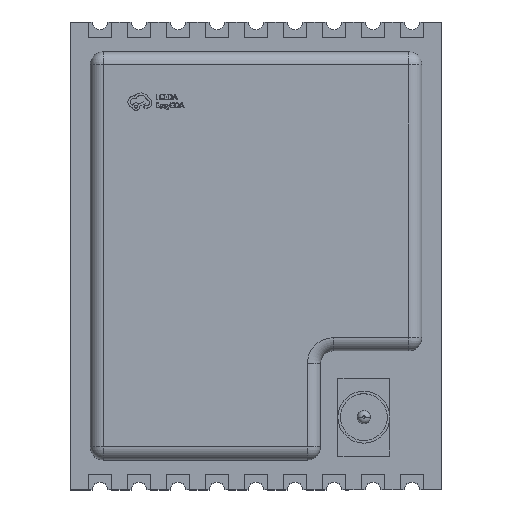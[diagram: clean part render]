
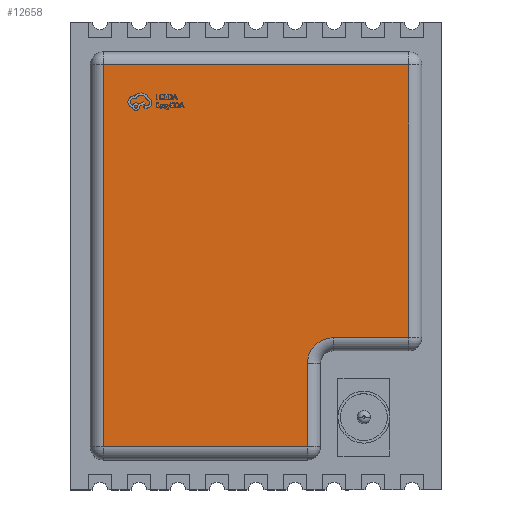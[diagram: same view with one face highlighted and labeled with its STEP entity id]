
A CAD part, top view. The second image highlights one B-rep face of the part: STEP entity #12658.
In plain terms, the highlighted planar face has unit normal (0, 0, 1).
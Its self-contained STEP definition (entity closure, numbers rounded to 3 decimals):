
#91 = VECTOR ( 'NONE', #18176, 1000. ) ;
#705 = EDGE_CURVE ( 'NONE', #7581, #6225, #7005, .T. ) ;
#1107 = CIRCLE ( 'NONE', #9262, 1. ) ;
#1154 = ORIENTED_EDGE ( 'NONE', *, *, #3910, .T. ) ;
#1362 = EDGE_CURVE ( 'NONE', #1977, #11409, #8896, .T. ) ;
#1451 = CARTESIAN_POINT ( 'NONE',  ( 5.875, 7.85, 3.2 ) ) ;
#1646 = CARTESIAN_POINT ( 'NONE',  ( -5.875, -7.35, 3.2 ) ) ;
#1883 = DIRECTION ( 'NONE',  ( 1., 0., 0. ) ) ;
#1977 = VERTEX_POINT ( 'NONE', #1646 ) ;
#2134 = EDGE_CURVE ( 'NONE', #4419, #3595, #1107, .T. ) ;
#2204 = DIRECTION ( 'NONE',  ( 0., -1., 0. ) ) ;
#2267 = CARTESIAN_POINT ( 'NONE',  ( 0., 0., 3.2 ) ) ;
#2763 = VECTOR ( 'NONE', #14556, 1000. ) ;
#3409 = EDGE_LOOP ( 'NONE', ( #13078, #4734, #7592, #7611, #1154, #15894, #17821 ) ) ;
#3595 = VERTEX_POINT ( 'NONE', #9259 ) ;
#3749 = DIRECTION ( 'NONE',  ( 1., 0., 0. ) ) ;
#3910 = EDGE_CURVE ( 'NONE', #16563, #1977, #4959, .T. ) ;
#4008 = VECTOR ( 'NONE', #2204, 1000. ) ;
#4419 = VERTEX_POINT ( 'NONE', #11424 ) ;
#4734 = ORIENTED_EDGE ( 'NONE', *, *, #11034, .T. ) ;
#4938 = FACE_OUTER_BOUND ( 'NONE', #3409, .T. ) ;
#4959 = LINE ( 'NONE', #14765, #4008 ) ;
#5598 = CARTESIAN_POINT ( 'NONE',  ( 1.975, -7.35, 3.2 ) ) ;
#5723 = CARTESIAN_POINT ( 'NONE',  ( 1.975, -3.65, 3.2 ) ) ;
#6225 = VERTEX_POINT ( 'NONE', #17315 ) ;
#7005 = LINE ( 'NONE', #1451, #91 ) ;
#7581 = VERTEX_POINT ( 'NONE', #10939 ) ;
#7592 = ORIENTED_EDGE ( 'NONE', *, *, #705, .T. ) ;
#7611 = ORIENTED_EDGE ( 'NONE', *, *, #11896, .T. ) ;
#7826 = DIRECTION ( 'NONE',  ( 0., 0., 1. ) ) ;
#8724 = DIRECTION ( 'NONE',  ( 1., 0., 0. ) ) ;
#8896 = LINE ( 'NONE', #13127, #17898 ) ;
#8940 = CARTESIAN_POINT ( 'NONE',  ( -6.375, 7.35, 3.2 ) ) ;
#8975 = EDGE_CURVE ( 'NONE', #11409, #3595, #17019, .T. ) ;
#9066 = DIRECTION ( 'NONE',  ( 1., 0., 0. ) ) ;
#9184 = CARTESIAN_POINT ( 'NONE',  ( -5.875, 7.35, 3.2 ) ) ;
#9259 = CARTESIAN_POINT ( 'NONE',  ( 1.975, -4.15, 3.2 ) ) ;
#9262 = AXIS2_PLACEMENT_3D ( 'NONE', #15752, #11687, #8724 ) ;
#9766 = AXIS2_PLACEMENT_3D ( 'NONE', #2267, #7826, #3749 ) ;
#10939 = CARTESIAN_POINT ( 'NONE',  ( 5.875, -3.15, 3.2 ) ) ;
#11034 = EDGE_CURVE ( 'NONE', #4419, #7581, #13207, .T. ) ;
#11409 = VERTEX_POINT ( 'NONE', #5598 ) ;
#11424 = CARTESIAN_POINT ( 'NONE',  ( 2.975, -3.15, 3.2 ) ) ;
#11687 = DIRECTION ( 'NONE',  ( 0., 0., 1. ) ) ;
#11896 = EDGE_CURVE ( 'NONE', #6225, #16563, #11901, .T. ) ;
#11901 = LINE ( 'NONE', #8940, #2763 ) ;
#12502 = DIRECTION ( 'NONE',  ( 0., 1., 0. ) ) ;
#12658 = ADVANCED_FACE ( 'NONE', ( #4938 ), #14841, .T. ) ;
#12717 = VECTOR ( 'NONE', #9066, 1000. ) ;
#13078 = ORIENTED_EDGE ( 'NONE', *, *, #2134, .F. ) ;
#13127 = CARTESIAN_POINT ( 'NONE',  ( 2.475, -7.35, 3.2 ) ) ;
#13207 = LINE ( 'NONE', #17380, #12717 ) ;
#14556 = DIRECTION ( 'NONE',  ( -1., 0., 0. ) ) ;
#14765 = CARTESIAN_POINT ( 'NONE',  ( -5.875, -7.85, 3.2 ) ) ;
#14841 = PLANE ( 'NONE',  #9766 ) ;
#15188 = VECTOR ( 'NONE', #12502, 1000. ) ;
#15752 = CARTESIAN_POINT ( 'NONE',  ( 2.975, -4.15, 3.2 ) ) ;
#15894 = ORIENTED_EDGE ( 'NONE', *, *, #1362, .T. ) ;
#16563 = VERTEX_POINT ( 'NONE', #9184 ) ;
#17019 = LINE ( 'NONE', #5723, #15188 ) ;
#17315 = CARTESIAN_POINT ( 'NONE',  ( 5.875, 7.35, 3.2 ) ) ;
#17380 = CARTESIAN_POINT ( 'NONE',  ( 6.375, -3.15, 3.2 ) ) ;
#17821 = ORIENTED_EDGE ( 'NONE', *, *, #8975, .T. ) ;
#17898 = VECTOR ( 'NONE', #1883, 1000. ) ;
#18176 = DIRECTION ( 'NONE',  ( 0., 1., 0. ) ) ;
